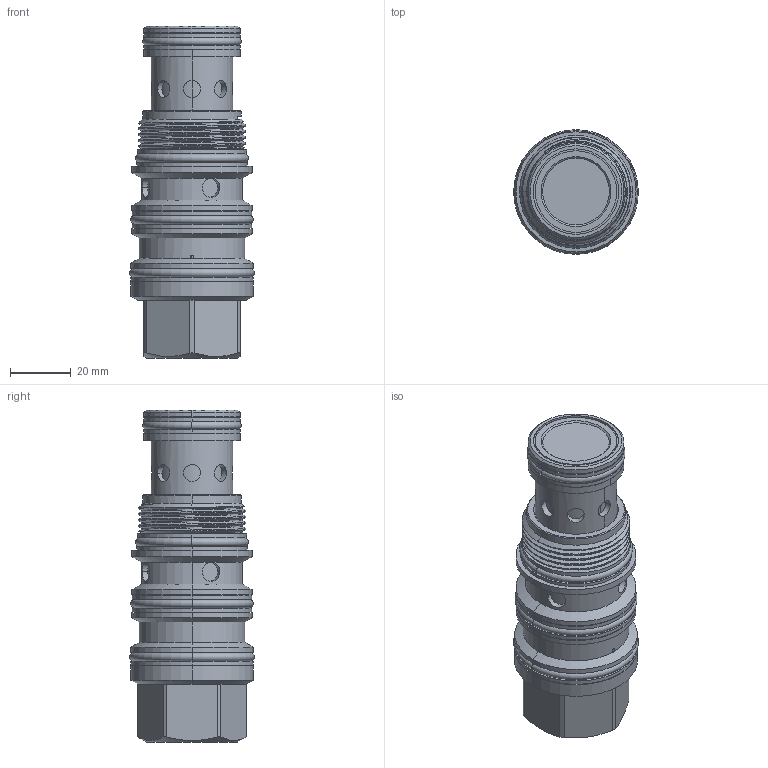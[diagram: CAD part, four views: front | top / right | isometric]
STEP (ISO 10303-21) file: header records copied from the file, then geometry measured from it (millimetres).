
FILE_DESCRIPTION (( 'STEP AP203' ), '1' );
FILE_NAME ('FR23A4F-N.STEP', '2024-06-26T06:37:43', ( '' ), ( '' ), 'SwSTEP 2.0', 'SolidWorks 2018', '' );
FILE_SCHEMA (( 'CONFIG_CONTROL_DESIGN' ));
Length unit declared in the file: millimetre
Products named in the file (1): FR23A4F-N
Bounding box: 41.17 x 41.17 x 109.6 mm (x, y, z)
Volume: 100358.7 mm3; surface area: 19618.1 mm2
Topology: 1 solids, 1 shells, 208 faces, 470 edges, 300 vertices
Faces by surface type: cylinder 123, plane 48, cone 26, torus 8, bspline 3
Entity records: 8625 total; most frequent: CARTESIAN_POINT 3911, DIRECTION 994, ORIENTED_EDGE 940, EDGE_CURVE 470, AXIS2_PLACEMENT_3D 416, VERTEX_POINT 300, EDGE_LOOP 244, CIRCLE 210
